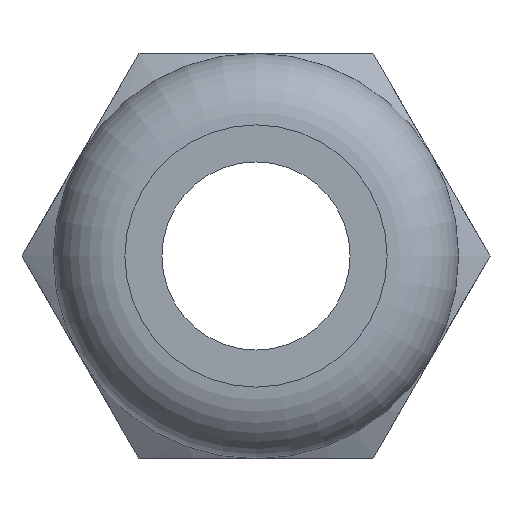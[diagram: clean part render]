
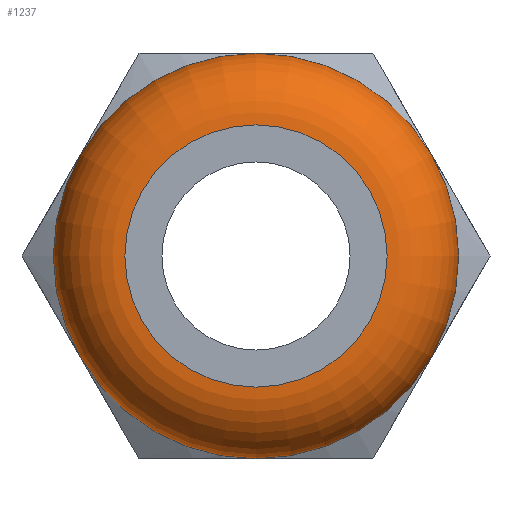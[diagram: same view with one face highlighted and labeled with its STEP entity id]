
A CAD part, left-side view. The second image highlights one B-rep face of the part: STEP entity #1237.
In plain terms, the highlighted toroidal (fillet/blend) face has major radius 4.53 mm and minor radius 2.47 mm.
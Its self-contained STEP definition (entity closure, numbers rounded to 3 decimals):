
#83=TOROIDAL_SURFACE('',#1376,4.53,2.47);
#283=FACE_OUTER_BOUND('',#363,.T.);
#363=EDGE_LOOP('',(#962,#963,#964,#965,#966,#967,#968));
#445=CIRCLE('',#1370,7.);
#446=CIRCLE('',#1371,7.);
#447=CIRCLE('',#1372,7.);
#448=CIRCLE('',#1374,4.53);
#449=CIRCLE('',#1375,4.53);
#450=CIRCLE('',#1377,2.47);
#535=VERTEX_POINT('',#1989);
#536=VERTEX_POINT('',#1991);
#537=VERTEX_POINT('',#1993);
#538=VERTEX_POINT('',#1997);
#539=VERTEX_POINT('',#1998);
#696=EDGE_CURVE('',#535,#536,#445,.T.);
#697=EDGE_CURVE('',#536,#537,#446,.T.);
#698=EDGE_CURVE('',#537,#535,#447,.T.);
#699=EDGE_CURVE('',#538,#539,#448,.T.);
#700=EDGE_CURVE('',#539,#538,#449,.T.);
#701=EDGE_CURVE('',#537,#539,#450,.T.);
#962=ORIENTED_EDGE('',*,*,#697,.F.);
#963=ORIENTED_EDGE('',*,*,#696,.F.);
#964=ORIENTED_EDGE('',*,*,#698,.F.);
#965=ORIENTED_EDGE('',*,*,#701,.T.);
#966=ORIENTED_EDGE('',*,*,#700,.T.);
#967=ORIENTED_EDGE('',*,*,#699,.T.);
#968=ORIENTED_EDGE('',*,*,#701,.F.);
#1237=ADVANCED_FACE('',(#283),#83,.T.);
#1370=AXIS2_PLACEMENT_3D('',#1992,#1597,#1598);
#1371=AXIS2_PLACEMENT_3D('',#1994,#1599,#1600);
#1372=AXIS2_PLACEMENT_3D('',#1995,#1601,#1602);
#1374=AXIS2_PLACEMENT_3D('',#1999,#1605,#1606);
#1375=AXIS2_PLACEMENT_3D('',#2000,#1607,#1608);
#1376=AXIS2_PLACEMENT_3D('',#2001,#1609,#1610);
#1377=AXIS2_PLACEMENT_3D('',#2002,#1611,#1612);
#1597=DIRECTION('center_axis',(1.,0.,0.));
#1598=DIRECTION('ref_axis',(0.,1.,0.));
#1599=DIRECTION('center_axis',(1.,0.,0.));
#1600=DIRECTION('ref_axis',(0.,1.,0.));
#1601=DIRECTION('center_axis',(1.,0.,0.));
#1602=DIRECTION('ref_axis',(0.,1.,0.));
#1605=DIRECTION('center_axis',(1.,0.,0.));
#1606=DIRECTION('ref_axis',(0.,1.,0.));
#1607=DIRECTION('center_axis',(1.,0.,0.));
#1608=DIRECTION('ref_axis',(0.,1.,0.));
#1609=DIRECTION('center_axis',(1.,0.,0.));
#1610=DIRECTION('ref_axis',(0.,0.,-1.));
#1611=DIRECTION('center_axis',(0.,-1.,0.));
#1612=DIRECTION('ref_axis',(0.,0.,1.));
#1989=CARTESIAN_POINT('',(2.47,-7.,0.));
#1991=CARTESIAN_POINT('',(2.47,7.,0.));
#1992=CARTESIAN_POINT('Origin',(2.47,0.,0.));
#1993=CARTESIAN_POINT('',(2.47,0.,7.));
#1994=CARTESIAN_POINT('Origin',(2.47,0.,0.));
#1995=CARTESIAN_POINT('Origin',(2.47,0.,0.));
#1997=CARTESIAN_POINT('',(0.,4.53,0.));
#1998=CARTESIAN_POINT('',(0.,0.,4.53));
#1999=CARTESIAN_POINT('Origin',(0.,0.,0.));
#2000=CARTESIAN_POINT('Origin',(0.,0.,0.));
#2001=CARTESIAN_POINT('Origin',(2.47,0.,0.));
#2002=CARTESIAN_POINT('Origin',(2.47,0.,4.53));
